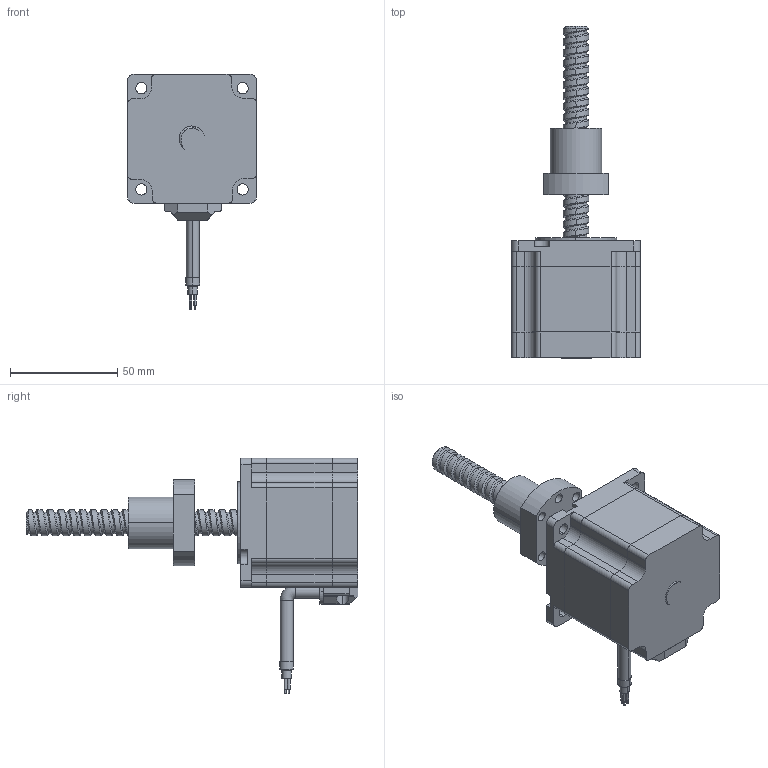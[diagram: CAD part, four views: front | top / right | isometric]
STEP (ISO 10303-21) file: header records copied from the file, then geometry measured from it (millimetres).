
FILE_DESCRIPTION (( 'STEP AP214' ), '1' );
FILE_NAME ('60E255-BS1205-5-4-100-001.STEP', '2024-11-19T02:55:21', ( 'MM' ), ( 'Microsoft' ), 'SwSTEP 2.0', 'SolidWorks 2024', '' );
FILE_SCHEMA (( 'AUTOMOTIVE_DESIGN' ));
Length unit declared in the file: millimetre
Products named in the file (1): 60E255-BS1205-5-4-100-001
Bounding box: 60 x 154.5 x 109.5 mm (x, y, z)
Volume: 202016.7 mm3; surface area: 40790.7 mm2
Topology: 5 solids, 5 shells, 288 faces, 773 edges, 511 vertices
Faces by surface type: cylinder 167, plane 105, bspline 7, torus 6, cone 3
Entity records: 33221 total; most frequent: CARTESIAN_POINT 25946, ORIENTED_EDGE 1546, DIRECTION 1479, EDGE_CURVE 773, AXIS2_PLACEMENT_3D 542, VERTEX_POINT 511, LINE 395, VECTOR 395
